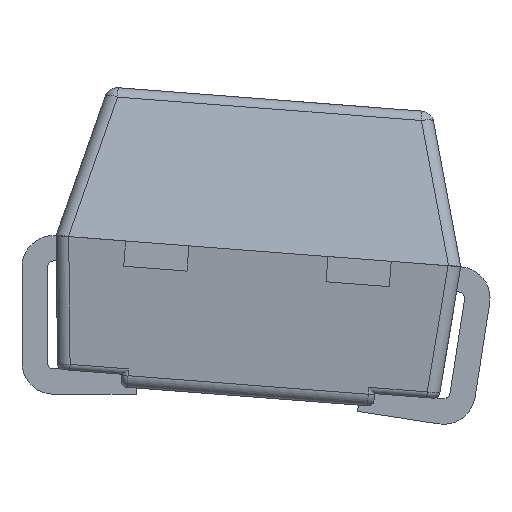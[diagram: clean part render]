
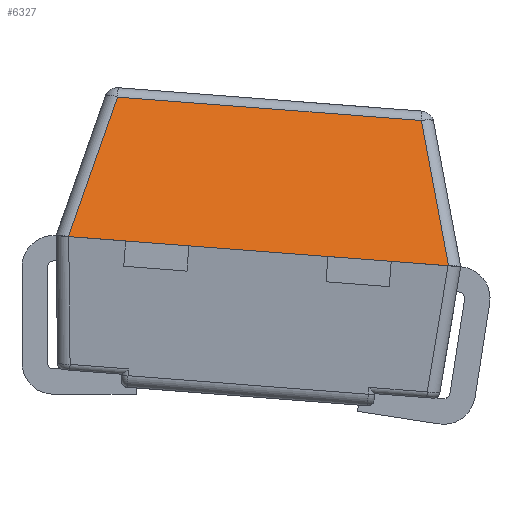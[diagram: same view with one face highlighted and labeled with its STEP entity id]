
A CAD part, front view. The second image highlights one B-rep face of the part: STEP entity #6327.
In plain terms, the highlighted face is planar.
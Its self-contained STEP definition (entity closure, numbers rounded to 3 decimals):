
#58=ELLIPSE('',#6803,0.293,0.1);
#59=ELLIPSE('',#6804,0.293,0.1);
#1445=ORIENTED_EDGE('',*,*,#3005,.T.);
#1446=ORIENTED_EDGE('',*,*,#3055,.T.);
#1447=ORIENTED_EDGE('',*,*,#3028,.T.);
#1448=ORIENTED_EDGE('',*,*,#3046,.F.);
#1449=ORIENTED_EDGE('',*,*,#3051,.F.);
#1450=ORIENTED_EDGE('',*,*,#3056,.T.);
#3005=EDGE_CURVE('',#3855,#3854,#4401,.T.);
#3028=EDGE_CURVE('',#3873,#3872,#4411,.T.);
#3046=EDGE_CURVE('',#3882,#3872,#4419,.T.);
#3051=EDGE_CURVE('',#3884,#3882,#4422,.T.);
#3055=EDGE_CURVE('',#3854,#3873,#58,.T.);
#3056=EDGE_CURVE('',#3884,#3855,#59,.T.);
#3854=VERTEX_POINT('',#10249);
#3855=VERTEX_POINT('',#10251);
#3872=VERTEX_POINT('',#10308);
#3873=VERTEX_POINT('',#10310);
#3882=VERTEX_POINT('',#10355);
#3884=VERTEX_POINT('',#10363);
#4401=LINE('',#10250,#4887);
#4411=LINE('',#10309,#4897);
#4419=LINE('',#10356,#4905);
#4422=LINE('',#10364,#4908);
#4887=VECTOR('',#7763,1000.);
#4897=VECTOR('',#7803,1000.);
#4905=VECTOR('',#7837,1000.);
#4908=VECTOR('',#7846,1000.);
#5337=EDGE_LOOP('',(#1445,#1446,#1447,#1448,#1449,#1450));
#5748=FACE_BOUND('',#5337,.T.);
#6110=PLANE('',#6802);
#6327=ADVANCED_FACE('',(#5748),#6110,.T.);
#6802=AXIS2_PLACEMENT_3D('',#10371,#7858,#7859);
#6803=AXIS2_PLACEMENT_3D('',#10372,#7860,#7861);
#6804=AXIS2_PLACEMENT_3D('',#10373,#7862,#7863);
#7763=DIRECTION('',(0.,1.,0.));
#7803=DIRECTION('',(-0.251,-0.251,0.935));
#7837=DIRECTION('',(0.,1.,0.));
#7846=DIRECTION('',(-0.251,0.251,0.935));
#7858=DIRECTION('',(0.966,0.,0.259));
#7859=DIRECTION('',(0.259,0.,-0.966));
#7860=DIRECTION('',(0.966,0.,0.259));
#7861=DIRECTION('',(-0.258,0.092,0.962));
#7862=DIRECTION('',(0.966,0.,0.259));
#7863=DIRECTION('',(0.258,0.092,-0.962));
#10249=CARTESIAN_POINT('',(3.9,1.5,1.25));
#10250=CARTESIAN_POINT('',(3.9,-1.6,1.25));
#10251=CARTESIAN_POINT('',(3.9,-1.5,1.25));
#10308=CARTESIAN_POINT('',(3.598,1.202,2.376));
#10309=CARTESIAN_POINT('',(3.404,1.007,3.102));
#10310=CARTESIAN_POINT('',(3.9,1.503,1.25));
#10355=CARTESIAN_POINT('',(3.598,-1.202,2.376));
#10356=CARTESIAN_POINT('',(3.598,-1.6,2.376));
#10363=CARTESIAN_POINT('',(3.9,-1.503,1.25));
#10364=CARTESIAN_POINT('',(3.906,-1.509,1.227));
#10371=CARTESIAN_POINT('',(3.578,-1.6,2.45));
#10372=CARTESIAN_POINT('',(3.824,1.524,1.532));
#10373=CARTESIAN_POINT('',(3.824,-1.524,1.532));
